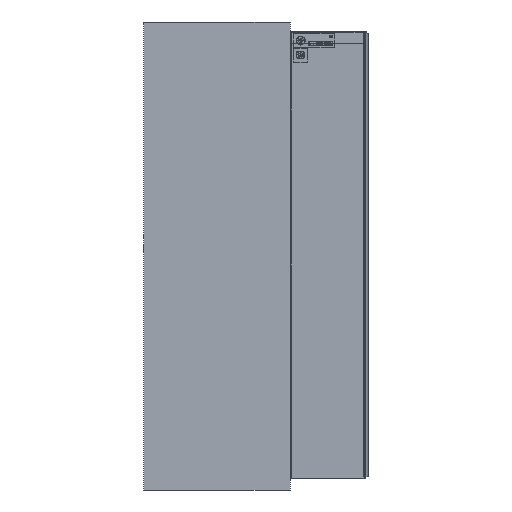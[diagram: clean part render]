
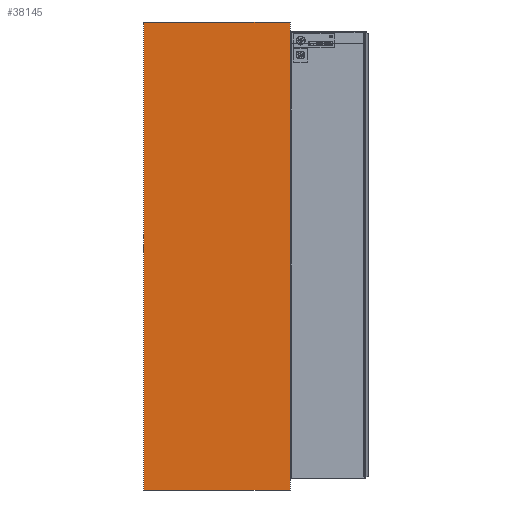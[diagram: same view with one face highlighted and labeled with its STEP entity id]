
A CAD part, left-side view. The second image highlights one B-rep face of the part: STEP entity #38145.
In plain terms, the highlighted planar face has unit normal (-1, 0, 0).
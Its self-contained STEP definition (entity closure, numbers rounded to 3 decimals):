
#1552=LINE('',#51306,#5737);
#1621=LINE('',#51459,#5806);
#1624=LINE('',#51464,#5809);
#1625=LINE('',#51465,#5810);
#5737=VECTOR('',#42948,10.);
#5806=VECTOR('',#43103,10.);
#5809=VECTOR('',#43108,10.);
#5810=VECTOR('',#43109,10.);
#9772=PLANE('',#40440);
#11702=FACE_OUTER_BOUND('',#13834,.T.);
#13834=EDGE_LOOP('',(#26101,#26102,#26103,#26104));
#16676=VERTEX_POINT('',#51303);
#16677=VERTEX_POINT('',#51305);
#16717=VERTEX_POINT('',#51456);
#16718=VERTEX_POINT('',#51458);
#20317=EDGE_CURVE('',#16676,#16677,#1552,.T.);
#20393=EDGE_CURVE('',#16717,#16718,#1621,.T.);
#20396=EDGE_CURVE('',#16677,#16717,#1624,.T.);
#20397=EDGE_CURVE('',#16718,#16676,#1625,.T.);
#26101=ORIENTED_EDGE('',*,*,#20396,.F.);
#26102=ORIENTED_EDGE('',*,*,#20317,.F.);
#26103=ORIENTED_EDGE('',*,*,#20397,.F.);
#26104=ORIENTED_EDGE('',*,*,#20393,.F.);
#38145=ADVANCED_FACE('',(#11702),#9772,.T.);
#40440=AXIS2_PLACEMENT_3D('',#51463,#43106,#43107);
#42948=DIRECTION('',(0.,-1.,0.));
#43103=DIRECTION('',(0.,1.,0.));
#43106=DIRECTION('center_axis',(-1.,0.,0.));
#43107=DIRECTION('ref_axis',(0.,-1.,0.));
#43108=DIRECTION('',(0.,0.,-1.));
#43109=DIRECTION('',(0.,0.,1.));
#51303=CARTESIAN_POINT('',(-598.25,308.25,984.));
#51305=CARTESIAN_POINT('',(-598.25,-308.25,984.));
#51306=CARTESIAN_POINT('',(-598.25,308.25,984.));
#51456=CARTESIAN_POINT('',(-598.25,-308.25,-984.));
#51458=CARTESIAN_POINT('',(-598.25,308.25,-984.));
#51459=CARTESIAN_POINT('',(-598.25,308.25,-984.));
#51463=CARTESIAN_POINT('Origin',(-598.25,308.25,0.));
#51464=CARTESIAN_POINT('',(-598.25,-308.25,0.));
#51465=CARTESIAN_POINT('',(-598.25,308.25,0.));
